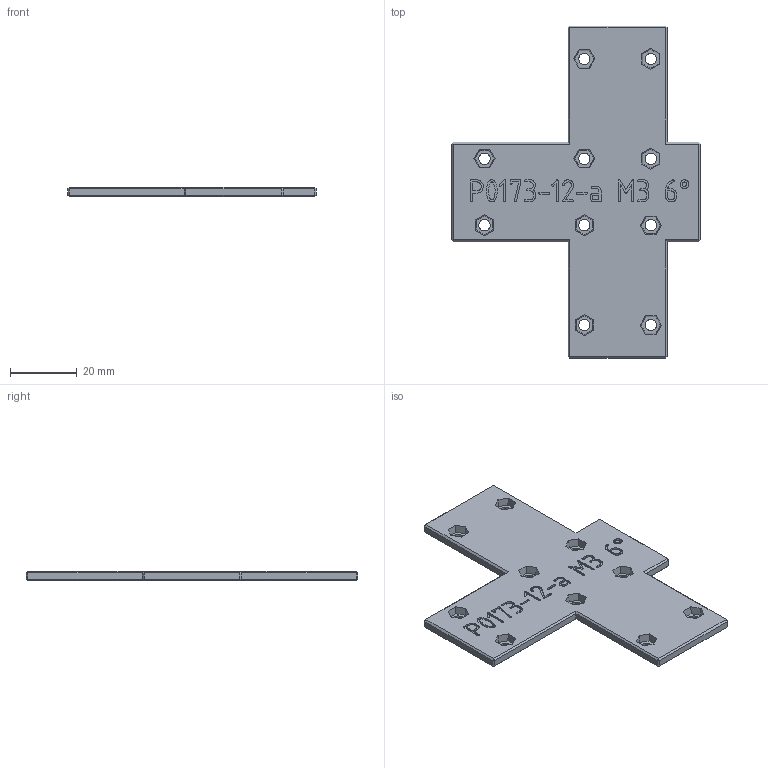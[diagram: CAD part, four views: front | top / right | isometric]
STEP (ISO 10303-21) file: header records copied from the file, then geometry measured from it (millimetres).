
FILE_DESCRIPTION(('FreeCAD Model'),'2;1');
FILE_NAME('Open CASCADE Shape Model','2023-10-14T20:59:20',(''),(''), 'Open CASCADE STEP processor 7.6','FreeCAD','Unknown');
FILE_SCHEMA(('AUTOMOTIVE_DESIGN { 1 0 10303 214 1 1 1 1 }'));
Length unit declared in the file: millimetre
Products named in the file (1): P0173-12-a_Verbindungskreuz_100_75
Bounding box: 74.8 x 99.8 x 3 mm (x, y, z)
Volume: 12179.9 mm3; surface area: 9894.2 mm2
Topology: 1 solids, 1 shells, 411 faces, 1084 edges, 704 vertices
Faces by surface type: extrusion 201, plane 140, bspline 60, cylinder 10
Full cylindrical faces by diameter (mm): 3.4 x10
Entity records: 26836 total; most frequent: CARTESIAN_POINT 6738, DIRECTION 2841, VECTOR 2489, LINE 2288, ORIENTED_EDGE 2168, PCURVE 2168, DEFINITIONAL_REPRESENTATION 2168, B_SPLINE_CURVE_WITH_KNOTS 1125
